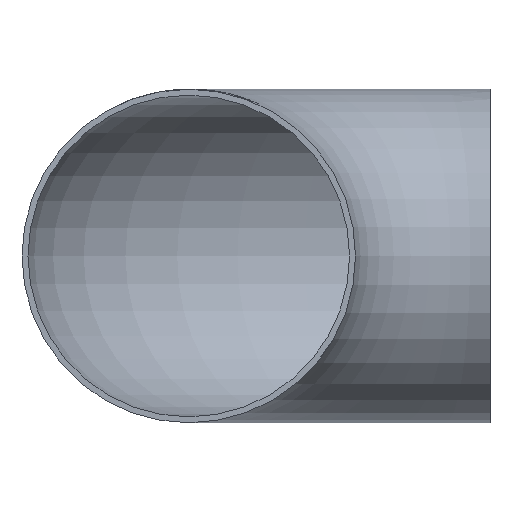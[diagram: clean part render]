
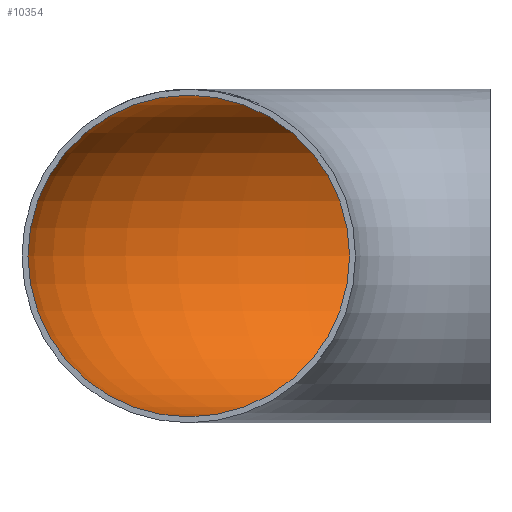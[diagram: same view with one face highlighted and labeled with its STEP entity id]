
A CAD part, front view. The second image highlights one B-rep face of the part: STEP entity #10354.
In plain terms, the highlighted toroidal (fillet/blend) face has major radius 152 mm and minor radius 81.15 mm.
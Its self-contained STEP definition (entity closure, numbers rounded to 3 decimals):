
#189 = ORIENTED_EDGE ( 'NONE', *, *, #20728, .T. ) ;
#9925 = EDGE_LOOP ( 'NONE', ( #29353 ) ) ;
#10354 = ADVANCED_FACE ( 'NONE', ( #10748, #10594 ), #12462, .F. ) ;
#10594 = FACE_OUTER_BOUND ( 'NONE', #9925, .T. ) ;
#10748 = FACE_OUTER_BOUND ( 'NONE', #25922, .T. ) ;
#12462 = TOROIDAL_SURFACE ( 'NONE', #19722, 152., 81.15 ) ;
#12625 = EDGE_CURVE ( 'NONE', #24676, #24676, #19360, .T. ) ;
#13017 = CARTESIAN_POINT ( 'NONE',  ( 0., 233.15, 0. ) ) ;
#14710 = DIRECTION ( 'NONE',  ( 0., 1., 0. ) ) ;
#15153 = CARTESIAN_POINT ( 'NONE',  ( 0., 0., 0. ) ) ;
#15709 = CIRCLE ( 'NONE', #23895, 81.15 ) ;
#19360 = CIRCLE ( 'NONE', #25657, 81.15 ) ;
#19722 = AXIS2_PLACEMENT_3D ( 'NONE', #15153, #24527, #29522 ) ;
#19825 = CARTESIAN_POINT ( 'NONE',  ( -152., 0., 81.15 ) ) ;
#20728 = EDGE_CURVE ( 'NONE', #27258, #27258, #15709, .T. ) ;
#23782 = CARTESIAN_POINT ( 'NONE',  ( 0., 152., 0. ) ) ;
#23851 = CARTESIAN_POINT ( 'NONE',  ( -152., 0., 0. ) ) ;
#23895 = AXIS2_PLACEMENT_3D ( 'NONE', #23782, #24083, #14710 ) ;
#24083 = DIRECTION ( 'NONE',  ( 1., 0., 0. ) ) ;
#24527 = DIRECTION ( 'NONE',  ( 0., 0., -1. ) ) ;
#24676 = VERTEX_POINT ( 'NONE', #19825 ) ;
#25657 = AXIS2_PLACEMENT_3D ( 'NONE', #23851, #29154, #26433 ) ;
#25922 = EDGE_LOOP ( 'NONE', ( #189 ) ) ;
#26433 = DIRECTION ( 'NONE',  ( 0., 0., 1. ) ) ;
#27258 = VERTEX_POINT ( 'NONE', #13017 ) ;
#29154 = DIRECTION ( 'NONE',  ( 0., 1., 0. ) ) ;
#29353 = ORIENTED_EDGE ( 'NONE', *, *, #12625, .F. ) ;
#29522 = DIRECTION ( 'NONE',  ( -1., 0., 0. ) ) ;
